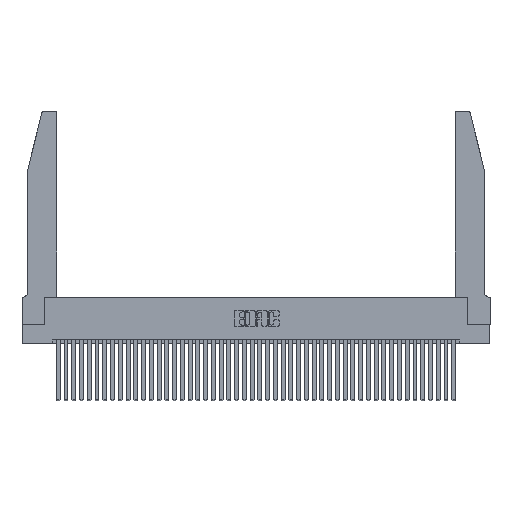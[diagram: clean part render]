
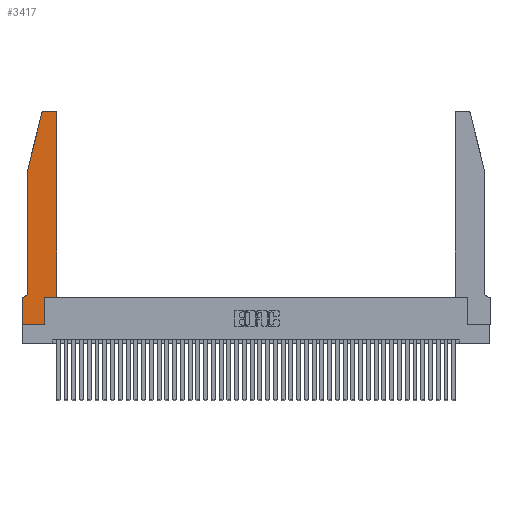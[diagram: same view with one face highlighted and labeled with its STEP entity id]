
A CAD part, top view. The second image highlights one B-rep face of the part: STEP entity #3417.
In plain terms, the highlighted planar face has unit normal (0, 0, 1).
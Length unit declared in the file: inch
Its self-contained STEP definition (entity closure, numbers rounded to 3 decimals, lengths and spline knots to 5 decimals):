
#274 = LINE ( 'NONE', #43495, #42935 ) ;
#1295 = LINE ( 'NONE', #42841, #11367 ) ;
#1347 = CARTESIAN_POINT ( 'NONE',  ( 0.25487, 2.72718, 0.37 ) ) ;
#1555 = DIRECTION ( 'NONE',  ( 0., 0., 1. ) ) ;
#1693 = ORIENTED_EDGE ( 'NONE', *, *, #43003, .T. ) ;
#1755 = VECTOR ( 'NONE', #13669, 39.37008 ) ;
#1881 = CARTESIAN_POINT ( 'NONE',  ( 0., 0.35, 0.37 ) ) ;
#2023 = DIRECTION ( 'NONE',  ( 1., 0., 0. ) ) ;
#2384 = ORIENTED_EDGE ( 'NONE', *, *, #26856, .T. ) ;
#2863 = EDGE_LOOP ( 'NONE', ( #36059, #20853, #12523, #31433, #1693, #25112, #30126, #26990, #34673, #11996, #3769, #2384 ) ) ;
#2962 = LINE ( 'NONE', #30199, #38174 ) ;
#3081 = CARTESIAN_POINT ( 'NONE',  ( 0.2605, 2.75, 0.37 ) ) ;
#3324 = CARTESIAN_POINT ( 'NONE',  ( 0.4205, 2.72, 0.37 ) ) ;
#3391 = DIRECTION ( 'NONE',  ( 0., 0., 1. ) ) ;
#3417 = ADVANCED_FACE ( 'NONE', ( #8886 ), #38986, .T. ) ;
#3447 = CARTESIAN_POINT ( 'NONE',  ( 0., 0., 0.37 ) ) ;
#3484 = LINE ( 'NONE', #3081, #30721 ) ;
#3713 = CIRCLE ( 'NONE', #24990, 0.03 ) ;
#3769 = ORIENTED_EDGE ( 'NONE', *, *, #15658, .T. ) ;
#3781 = DIRECTION ( 'NONE',  ( 0., 0., -1. ) ) ;
#4640 = EDGE_CURVE ( 'NONE', #13708, #29096, #274, .T. ) ;
#4742 = CARTESIAN_POINT ( 'NONE',  ( 0.4505, 0.35, 0.37 ) ) ;
#5819 = EDGE_CURVE ( 'NONE', #29096, #42366, #19833, .T. ) ;
#5902 = VERTEX_POINT ( 'NONE', #16315 ) ;
#6280 = VERTEX_POINT ( 'NONE', #14266 ) ;
#6746 = EDGE_CURVE ( 'NONE', #30535, #37070, #20789, .T. ) ;
#7710 = VERTEX_POINT ( 'NONE', #28255 ) ;
#8270 = LINE ( 'NONE', #16591, #44002 ) ;
#8886 = FACE_OUTER_BOUND ( 'NONE', #2863, .T. ) ;
#9607 = DIRECTION ( 'NONE',  ( -0.239, -0.971, 0. ) ) ;
#9768 = EDGE_CURVE ( 'NONE', #37070, #5902, #43719, .T. ) ;
#11367 = VECTOR ( 'NONE', #27366, 39.37008 ) ;
#11996 = ORIENTED_EDGE ( 'NONE', *, *, #22580, .T. ) ;
#12523 = ORIENTED_EDGE ( 'NONE', *, *, #6746, .T. ) ;
#13127 = VECTOR ( 'NONE', #33986, 39.37008 ) ;
#13669 = DIRECTION ( 'NONE',  ( 1., 0., 0. ) ) ;
#13708 = VERTEX_POINT ( 'NONE', #26138 ) ;
#14266 = CARTESIAN_POINT ( 'NONE',  ( 0.4505, 2.72, 0.37 ) ) ;
#14336 = DIRECTION ( 'NONE',  ( -1., 0., 0. ) ) ;
#14726 = CARTESIAN_POINT ( 'NONE',  ( 0.0755, 2., 0.37 ) ) ;
#15436 = CARTESIAN_POINT ( 'NONE',  ( 0.2865, 0.35, 0.37 ) ) ;
#15658 = EDGE_CURVE ( 'NONE', #20511, #6280, #20102, .T. ) ;
#16315 = CARTESIAN_POINT ( 'NONE',  ( 0.0755, 0.42, 0.37 ) ) ;
#16591 = CARTESIAN_POINT ( 'NONE',  ( 0.4505, 0.35, 0.37 ) ) ;
#17234 = CARTESIAN_POINT ( 'NONE',  ( 0.284, 2.72, 0.37 ) ) ;
#17849 = EDGE_CURVE ( 'NONE', #38441, #13708, #1295, .T. ) ;
#18551 = CARTESIAN_POINT ( 'NONE',  ( 0.0755, 2., 0.37 ) ) ;
#19833 = LINE ( 'NONE', #3447, #1755 ) ;
#20102 = LINE ( 'NONE', #37264, #13127 ) ;
#20511 = VERTEX_POINT ( 'NONE', #4742 ) ;
#20777 = VECTOR ( 'NONE', #42408, 39.37008 ) ;
#20789 = LINE ( 'NONE', #14726, #38983 ) ;
#20853 = ORIENTED_EDGE ( 'NONE', *, *, #37666, .T. ) ;
#21024 = CARTESIAN_POINT ( 'NONE',  ( 0.0755, 2., 0.37 ) ) ;
#22530 = EDGE_CURVE ( 'NONE', #42366, #26135, #2962, .T. ) ;
#22580 = EDGE_CURVE ( 'NONE', #26135, #20511, #8270, .T. ) ;
#24990 = AXIS2_PLACEMENT_3D ( 'NONE', #17234, #3391, #30707 ) ;
#25112 = ORIENTED_EDGE ( 'NONE', *, *, #17849, .T. ) ;
#26135 = VERTEX_POINT ( 'NONE', #15436 ) ;
#26138 = CARTESIAN_POINT ( 'NONE',  ( 0., 0.35, 0.37 ) ) ;
#26635 = AXIS2_PLACEMENT_3D ( 'NONE', #3324, #1555, #29563 ) ;
#26642 = AXIS2_PLACEMENT_3D ( 'NONE', #1881, #39125, #2023 ) ;
#26856 = EDGE_CURVE ( 'NONE', #6280, #7710, #43124, .T. ) ;
#26990 = ORIENTED_EDGE ( 'NONE', *, *, #5819, .T. ) ;
#27366 = DIRECTION ( 'NONE',  ( -1., 0., 0. ) ) ;
#27667 = DIRECTION ( 'NONE',  ( -1., 0., 0. ) ) ;
#27946 = CIRCLE ( 'NONE', #36226, 0.07 ) ;
#28255 = CARTESIAN_POINT ( 'NONE',  ( 0.4205, 2.75, 0.37 ) ) ;
#29096 = VERTEX_POINT ( 'NONE', #33347 ) ;
#29563 = DIRECTION ( 'NONE',  ( 1., 0., 0. ) ) ;
#30126 = ORIENTED_EDGE ( 'NONE', *, *, #4640, .T. ) ;
#30199 = CARTESIAN_POINT ( 'NONE',  ( 0.2865, 0.35, 0.37 ) ) ;
#30535 = VERTEX_POINT ( 'NONE', #1347 ) ;
#30707 = DIRECTION ( 'NONE',  ( 1., 0., 0. ) ) ;
#30721 = VECTOR ( 'NONE', #14336, 39.37008 ) ;
#31433 = ORIENTED_EDGE ( 'NONE', *, *, #9768, .T. ) ;
#33347 = CARTESIAN_POINT ( 'NONE',  ( 0., 0., 0.37 ) ) ;
#33853 = DIRECTION ( 'NONE',  ( 0., -1., 0. ) ) ;
#33872 = CARTESIAN_POINT ( 'NONE',  ( 0.2865, 0., 0.37 ) ) ;
#33986 = DIRECTION ( 'NONE',  ( 0., 1., 0. ) ) ;
#34384 = CARTESIAN_POINT ( 'NONE',  ( 0.0055, 0.42, 0.37 ) ) ;
#34673 = ORIENTED_EDGE ( 'NONE', *, *, #22530, .T. ) ;
#35109 = CARTESIAN_POINT ( 'NONE',  ( 0.284, 2.75, 0.37 ) ) ;
#36059 = ORIENTED_EDGE ( 'NONE', *, *, #41086, .T. ) ;
#36226 = AXIS2_PLACEMENT_3D ( 'NONE', #34384, #3781, #27667 ) ;
#37070 = VERTEX_POINT ( 'NONE', #21024 ) ;
#37264 = CARTESIAN_POINT ( 'NONE',  ( 0.4505, 0.35, 0.37 ) ) ;
#37647 = CARTESIAN_POINT ( 'NONE',  ( 0.0055, 0.35, 0.37 ) ) ;
#37666 = EDGE_CURVE ( 'NONE', #43078, #30535, #3713, .T. ) ;
#38174 = VECTOR ( 'NONE', #40153, 39.37008 ) ;
#38441 = VERTEX_POINT ( 'NONE', #37647 ) ;
#38983 = VECTOR ( 'NONE', #9607, 39.37008 ) ;
#38986 = PLANE ( 'NONE',  #26642 ) ;
#39125 = DIRECTION ( 'NONE',  ( 0., 0., 1. ) ) ;
#40153 = DIRECTION ( 'NONE',  ( 0., 1., 0. ) ) ;
#41086 = EDGE_CURVE ( 'NONE', #7710, #43078, #3484, .T. ) ;
#42366 = VERTEX_POINT ( 'NONE', #33872 ) ;
#42408 = DIRECTION ( 'NONE',  ( 0., -1., 0. ) ) ;
#42841 = CARTESIAN_POINT ( 'NONE',  ( 0.0755, 0.35, 0.37 ) ) ;
#42935 = VECTOR ( 'NONE', #33853, 39.37008 ) ;
#43003 = EDGE_CURVE ( 'NONE', #5902, #38441, #27946, .T. ) ;
#43078 = VERTEX_POINT ( 'NONE', #35109 ) ;
#43124 = CIRCLE ( 'NONE', #26635, 0.03 ) ;
#43495 = CARTESIAN_POINT ( 'NONE',  ( 0., 0., 0.37 ) ) ;
#43719 = LINE ( 'NONE', #18551, #20777 ) ;
#43864 = DIRECTION ( 'NONE',  ( 1., 0., 0. ) ) ;
#44002 = VECTOR ( 'NONE', #43864, 39.37008 ) ;
